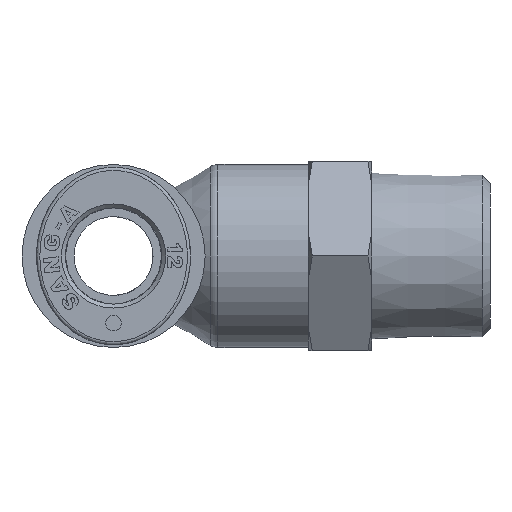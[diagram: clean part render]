
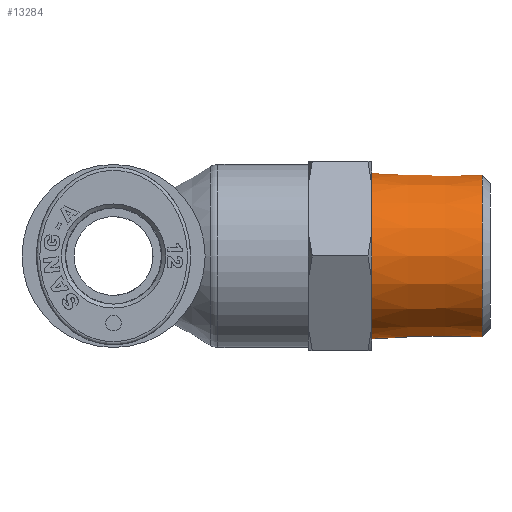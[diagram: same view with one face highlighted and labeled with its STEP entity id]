
A CAD part, left-side view. The second image highlights one B-rep face of the part: STEP entity #13284.
In plain terms, the highlighted conical face has half-angle 1.06 degrees and reference radius 10.361 mm.
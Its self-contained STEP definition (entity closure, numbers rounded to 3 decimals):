
#12906=CARTESIAN_POINT('',(-24.45,10.5,0.0));
#12907=VERTEX_POINT('',#12906);
#12908=CARTESIAN_POINT('',(-24.45,0.,0.0));
#12909=DIRECTION('',(1.0,0.0,0.0));
#12910=DIRECTION('',(0.0,1.0,0.0));
#12911=AXIS2_PLACEMENT_3D('',#12908,#12909,#12910);
#12912=CIRCLE('',#12911,10.5);
#12913=EDGE_CURVE('',#12907,#12907,#12912,.T.);
#13261=CARTESIAN_POINT('',(-38.45,10.241,0.));
#13262=VERTEX_POINT('',#13261);
#13263=CARTESIAN_POINT('',(-38.45,0.,0.));
#13264=DIRECTION('',(-1.0,0.0,0.0));
#13265=DIRECTION('',(0.0,-1.0,0.0));
#13266=AXIS2_PLACEMENT_3D('',#13263,#13264,#13265);
#13267=CIRCLE('',#13266,10.241);
#13268=EDGE_CURVE('',#13262,#13262,#13267,.T.);
#13273=CARTESIAN_POINT('',(-31.95,0.,0.0));
#13274=DIRECTION('',(1.0,0.,0.0));
#13275=DIRECTION('',(0.0,1.0,0.0));
#13276=AXIS2_PLACEMENT_3D('',#13273,#13274,#13275);
#13277=CONICAL_SURFACE('',#13276,10.361,1.06);
#13278=ORIENTED_EDGE('',*,*,#12913,.F.);
#13279=EDGE_LOOP('',(#13278));
#13280=FACE_OUTER_BOUND('',#13279,.T.);
#13281=ORIENTED_EDGE('',*,*,#13268,.F.);
#13282=EDGE_LOOP('',(#13281));
#13283=FACE_BOUND('',#13282,.T.);
#13284=ADVANCED_FACE('',(#13280,#13283),#13277,.T.);
